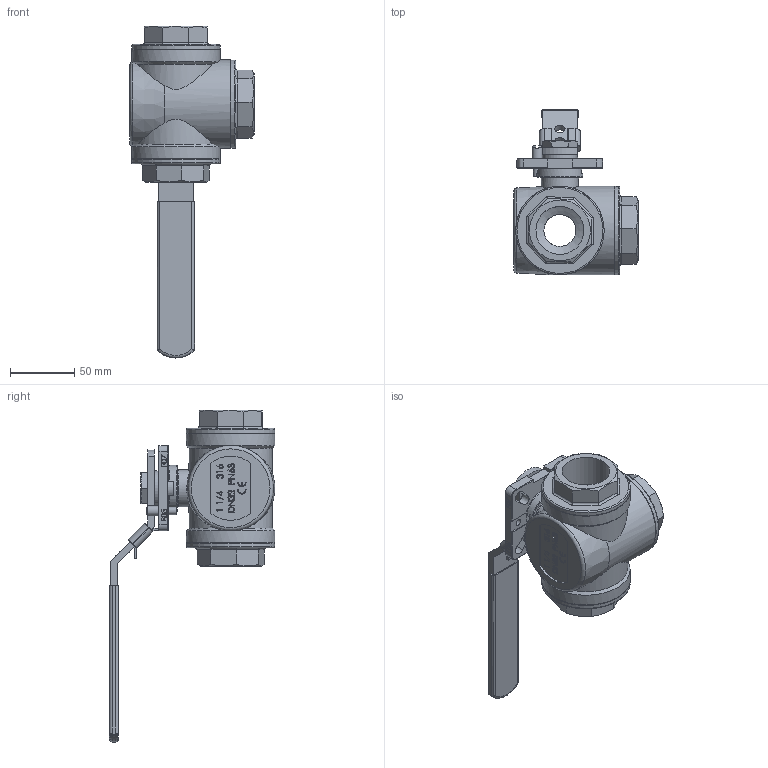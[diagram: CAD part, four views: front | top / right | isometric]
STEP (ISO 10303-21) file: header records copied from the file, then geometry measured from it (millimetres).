
FILE_DESCRIPTION(/* description */ ('Unknown'),/* implementation_level */ '2;1');
FILE_NAME(/* name */ '9339-07',/* time_stamp */ '2022-02-16T09:05:37+01:00',/* author */ ('Unknown'),/* organization */ ('Unknown'),/* preprocessor_version */ 'ST-DEVELOPER v16.7',/* originating_system */ 'Solid Edge',/* authorisation */ 'Unknown');
FILE_SCHEMA (('AUTOMOTIVE_DESIGN {1 0 10303 214 3 1 1}'));
Length unit declared in the file: millimetre
Products named in the file (12): 9339-07; M-DN32; G(J)-DN32; KZ-DN32; ST-DN32; FG-DN32; FS-DN32; S-DN32; FGM-DN32; PD-DN32; DW-DN32; (J)-DN32
Assembly tree (16 placements, depth 2):
  9339-07
    M-DN32  x3
    G(J)-DN32  x3
    KZ-DN32
    ST-DN32
    FG-DN32
    FS-DN32
    S-DN32
    FGM-DN32  x2
    PD-DN32
    DW-DN32
    (J)-DN32
Bounding box: 96.9 x 129.3 x 258.93 mm (x, y, z)
Volume: 352875.5 mm3; surface area: 152483.5 mm2
Topology: 16 solids, 16 shells, 830 faces, 2112 edges, 1374 vertices
Faces by surface type: plane 451, cylinder 163, bspline 134, cone 57, torus 25
Full cylindrical faces by diameter (mm): 5 x1, 6 x1, 8 x3, 9 x1, 13.4 x1, 16.5 x2, 18 x2, 18.1 x1, 18.5 x1, 22.5 x1, 22.7 x2, 25 x4, 27.5 x1, 28.5 x1, 29 x1, 32.5 x1, 36 x1, 37.4 x3, 38 x4, 43 x3, 56 x2, 59 x3, 59.5 x6, 64 x3, 64.1 x3, 69 x6
Entity records: 32572 total; most frequent: CARTESIAN_POINT 15553, ORIENTED_EDGE 3620, DIRECTION 2961, EDGE_CURVE 1810, VERTEX_POINT 1221, LINE 1135, VECTOR 1135, AXIS2_PLACEMENT_3D 913
